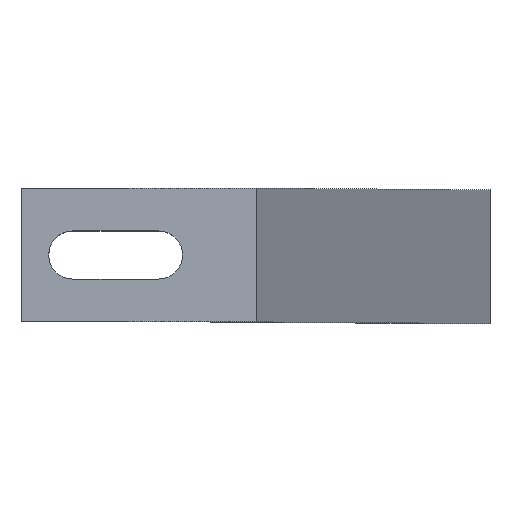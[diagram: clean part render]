
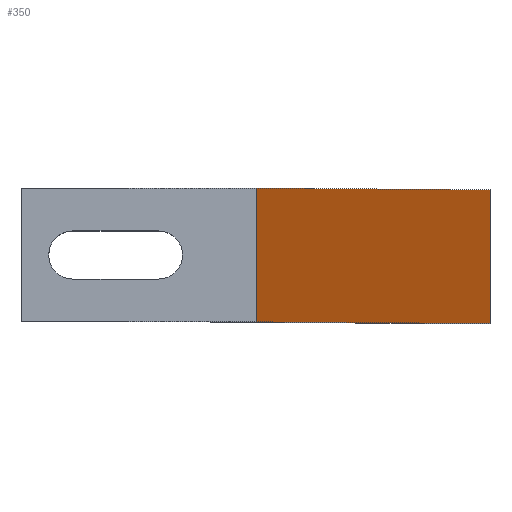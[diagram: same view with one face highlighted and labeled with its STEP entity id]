
A CAD part, top view. The second image highlights one B-rep face of the part: STEP entity #350.
In plain terms, the highlighted planar face has unit normal (0.969, 0, 0.246).
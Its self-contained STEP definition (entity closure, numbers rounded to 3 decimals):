
#24=PLANE('',#396);
#42=FACE_OUTER_BOUND('',#60,.T.);
#60=EDGE_LOOP('',(#277,#278,#279,#280));
#93=LINE('',#560,#133);
#94=LINE('',#562,#134);
#95=LINE('',#564,#135);
#96=LINE('',#565,#136);
#133=VECTOR('',#463,10.);
#134=VECTOR('',#464,10.);
#135=VECTOR('',#465,10.);
#136=VECTOR('',#466,10.);
#181=VERTEX_POINT('',#558);
#182=VERTEX_POINT('',#559);
#183=VERTEX_POINT('',#561);
#184=VERTEX_POINT('',#563);
#221=EDGE_CURVE('',#181,#182,#93,.T.);
#222=EDGE_CURVE('',#183,#181,#94,.T.);
#223=EDGE_CURVE('',#184,#183,#95,.T.);
#224=EDGE_CURVE('',#182,#184,#96,.T.);
#277=ORIENTED_EDGE('',*,*,#221,.F.);
#278=ORIENTED_EDGE('',*,*,#222,.F.);
#279=ORIENTED_EDGE('',*,*,#223,.F.);
#280=ORIENTED_EDGE('',*,*,#224,.F.);
#350=ADVANCED_FACE('',(#42),#24,.F.);
#396=AXIS2_PLACEMENT_3D('',#557,#461,#462);
#461=DIRECTION('center_axis',(-0.969,0.,-0.246));
#462=DIRECTION('ref_axis',(-0.246,0.,0.969));
#463=DIRECTION('',(0.246,0.,-0.969));
#464=DIRECTION('',(0.,1.,0.));
#465=DIRECTION('',(-0.246,0.,0.969));
#466=DIRECTION('',(0.,-1.,0.));
#557=CARTESIAN_POINT('Origin',(-35.,-61.5,12.));
#558=CARTESIAN_POINT('',(-52.5,-51.5,81.));
#559=CARTESIAN_POINT('',(-35.,-51.5,12.));
#560=CARTESIAN_POINT('',(-43.221,-51.5,44.415));
#561=CARTESIAN_POINT('',(-52.5,-61.5,81.));
#562=CARTESIAN_POINT('',(-52.5,-61.5,81.));
#563=CARTESIAN_POINT('',(-35.,-61.5,12.));
#564=CARTESIAN_POINT('',(-33.57,-61.5,6.363));
#565=CARTESIAN_POINT('',(-35.,-59.,12.));
